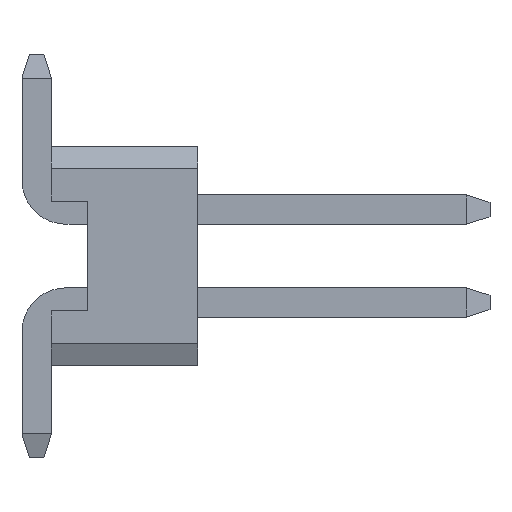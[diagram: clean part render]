
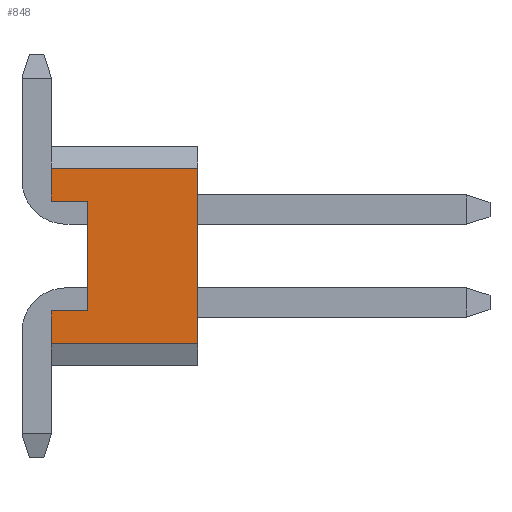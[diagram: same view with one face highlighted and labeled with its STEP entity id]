
A CAD part, left-side view. The second image highlights one B-rep face of the part: STEP entity #848.
In plain terms, the highlighted planar face has unit normal (-1, 0, 0).
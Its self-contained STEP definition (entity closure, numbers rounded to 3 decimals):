
#848=ADVANCED_FACE('',(#1704),#1705,.T.);
#1704=FACE_OUTER_BOUND('',#2555,.T.);
#1705=PLANE('',#2556);
#2555=EDGE_LOOP('',(#5192,#5193,#5194,#5195,#5196,#5197,#5198,#5199));
#2556=AXIS2_PLACEMENT_3D('',#5200,#5201,#5202);
#5192=ORIENTED_EDGE('',*,*,#6225,.T.);
#5193=ORIENTED_EDGE('',*,*,#6286,.F.);
#5194=ORIENTED_EDGE('',*,*,#6283,.T.);
#5195=ORIENTED_EDGE('',*,*,#5507,.T.);
#5196=ORIENTED_EDGE('',*,*,#6287,.F.);
#5197=ORIENTED_EDGE('',*,*,#6210,.F.);
#5198=ORIENTED_EDGE('',*,*,#6215,.T.);
#5199=ORIENTED_EDGE('',*,*,#5450,.T.);
#5200=CARTESIAN_POINT('',(-3.175,0.0,0.0));
#5201=DIRECTION('',(-1.0,-0.0,0.0));
#5202=DIRECTION('',(0.0,0.,-1.0));
#5450=EDGE_CURVE('',#6624,#6622,#6625,.T.);
#5507=EDGE_CURVE('',#6735,#6733,#6736,.T.);
#6210=EDGE_CURVE('',#7768,#7770,#7771,.T.);
#6215=EDGE_CURVE('',#7768,#6624,#7777,.T.);
#6225=EDGE_CURVE('',#6622,#7789,#7791,.T.);
#6283=EDGE_CURVE('',#7850,#6735,#7851,.T.);
#6286=EDGE_CURVE('',#7850,#7789,#7854,.T.);
#6287=EDGE_CURVE('',#7770,#6733,#7855,.T.);
#6622=VERTEX_POINT('',#8348);
#6624=VERTEX_POINT('',#8351);
#6625=LINE('',#8352,#8353);
#6733=VERTEX_POINT('',#8514);
#6735=VERTEX_POINT('',#8517);
#6736=LINE('',#8518,#8519);
#7768=VERTEX_POINT('',#10047);
#7770=VERTEX_POINT('',#10050);
#7771=LINE('',#10051,#10052);
#7777=LINE('',#10060,#10061);
#7789=VERTEX_POINT('',#10078);
#7791=LINE('',#10081,#10082);
#7850=VERTEX_POINT('',#10170);
#7851=LINE('',#10171,#10172);
#7854=LINE('',#10176,#10177);
#7855=LINE('',#10178,#10179);
#8348=CARTESIAN_POINT('',(-3.175,-0.5,-0.75));
#8351=CARTESIAN_POINT('',(-3.175,-0.5,0.75));
#8352=CARTESIAN_POINT('',(-3.175,-0.5,0.));
#8353=VECTOR('',#10359,1.0);
#8514=CARTESIAN_POINT('',(-3.175,-2.0,1.2));
#8517=CARTESIAN_POINT('',(-3.175,-2.0,-1.2));
#8518=CARTESIAN_POINT('',(-3.175,-2.0,-1.2));
#8519=VECTOR('',#10414,1.0);
#10047=CARTESIAN_POINT('',(-3.175,0.,0.75));
#10050=CARTESIAN_POINT('',(-3.175,0.,1.2));
#10051=CARTESIAN_POINT('',(-3.175,0.,-1.2));
#10052=VECTOR('',#10960,1.0);
#10060=CARTESIAN_POINT('',(-3.175,0.125,0.75));
#10061=VECTOR('',#10963,1.0);
#10078=CARTESIAN_POINT('',(-3.175,0.,-0.75));
#10081=CARTESIAN_POINT('',(-3.175,0.125,-0.75));
#10082=VECTOR('',#10970,1.0);
#10170=CARTESIAN_POINT('',(-3.175,0.,-1.2));
#10171=CARTESIAN_POINT('',(-3.175,0.,-1.2));
#10172=VECTOR('',#11000,1.0);
#10176=CARTESIAN_POINT('',(-3.175,0.,-1.2));
#10177=VECTOR('',#11002,1.0);
#10178=CARTESIAN_POINT('',(-3.175,0.,1.2));
#10179=VECTOR('',#11003,1.0);
#10359=DIRECTION('',(0.0,0.,-1.0));
#10414=DIRECTION('',(0.0,0.,1.0));
#10960=DIRECTION('',(0.0,0.,1.0));
#10963=DIRECTION('',(0.0,-1.0,0.));
#10970=DIRECTION('',(0.0,1.0,0.));
#11000=DIRECTION('',(0.0,-1.0,0.));
#11002=DIRECTION('',(0.0,0.,1.0));
#11003=DIRECTION('',(0.0,-1.0,0.));
